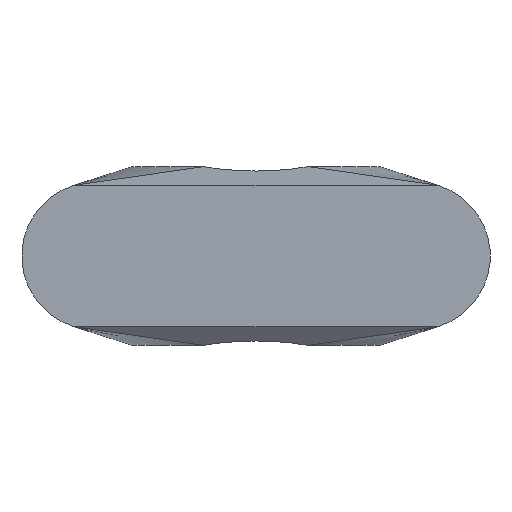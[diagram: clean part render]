
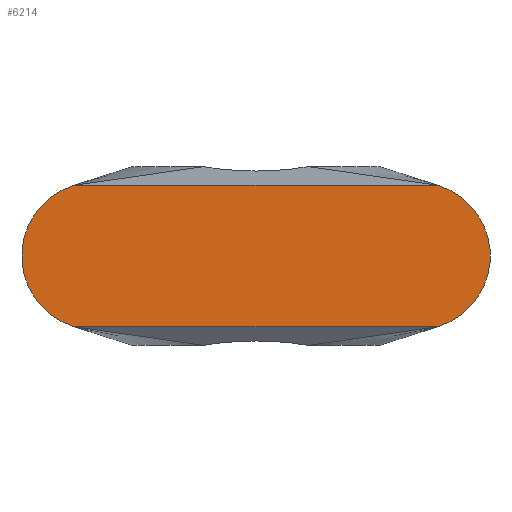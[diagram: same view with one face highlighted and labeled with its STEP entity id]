
A CAD part, front view. The second image highlights one B-rep face of the part: STEP entity #6214.
In plain terms, the highlighted planar face has unit normal (0, -1, 0).
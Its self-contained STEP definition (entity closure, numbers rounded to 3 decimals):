
#545 = VERTEX_POINT ( 'NONE', #858 ) ;
#569 = AXIS2_PLACEMENT_3D ( 'NONE', #7444, #7394, #7344 ) ;
#858 = CARTESIAN_POINT ( 'NONE',  ( 24.627, -13.995, -9.525 ) ) ;
#2310 = EDGE_CURVE ( 'NONE', #545, #3742, #10190, .T. ) ;
#2356 = AXIS2_PLACEMENT_3D ( 'NONE', #9926, #3723, #11070 ) ;
#3723 = DIRECTION ( 'NONE',  ( 0., -1., 0. ) ) ;
#3742 = VERTEX_POINT ( 'NONE', #11207 ) ;
#4721 = ORIENTED_EDGE ( 'NONE', *, *, #9680, .T. ) ;
#4836 = VECTOR ( 'NONE', #9048, 1000. ) ;
#5082 = CIRCLE ( 'NONE', #11994, 9.982 ) ;
#5770 = CARTESIAN_POINT ( 'NONE',  ( -24.627, -13.995, -9.525 ) ) ;
#5885 = ORIENTED_EDGE ( 'NONE', *, *, #2310, .T. ) ;
#5924 = CARTESIAN_POINT ( 'NONE',  ( -21.641, -13.995, 0. ) ) ;
#6214 = ADVANCED_FACE ( 'NONE', ( #13595 ), #10019, .T. ) ;
#6985 = DIRECTION ( 'NONE',  ( 0., 0., -1. ) ) ;
#7344 = DIRECTION ( 'NONE',  ( 0., 0., -1. ) ) ;
#7394 = DIRECTION ( 'NONE',  ( 0., -1., 0. ) ) ;
#7444 = CARTESIAN_POINT ( 'NONE',  ( 21.641, -13.995, 0. ) ) ;
#8032 = EDGE_CURVE ( 'NONE', #11145, #8538, #5082, .T. ) ;
#8329 = LINE ( 'NONE', #8875, #9308 ) ;
#8351 = CARTESIAN_POINT ( 'NONE',  ( -24.627, -13.995, 9.525 ) ) ;
#8538 = VERTEX_POINT ( 'NONE', #5770 ) ;
#8875 = CARTESIAN_POINT ( 'NONE',  ( 24.627, -13.995, 9.525 ) ) ;
#9048 = DIRECTION ( 'NONE',  ( 1., 0., 0. ) ) ;
#9308 = VECTOR ( 'NONE', #13033, 1000. ) ;
#9680 = EDGE_CURVE ( 'NONE', #3742, #11145, #8329, .T. ) ;
#9926 = CARTESIAN_POINT ( 'NONE',  ( -21.641, -13.995, 0. ) ) ;
#10019 = PLANE ( 'NONE',  #2356 ) ;
#10190 = CIRCLE ( 'NONE', #569, 9.982 ) ;
#11070 = DIRECTION ( 'NONE',  ( 0., 0., -1. ) ) ;
#11145 = VERTEX_POINT ( 'NONE', #8351 ) ;
#11207 = CARTESIAN_POINT ( 'NONE',  ( 24.627, -13.995, 9.525 ) ) ;
#11463 = ORIENTED_EDGE ( 'NONE', *, *, #12206, .T. ) ;
#11594 = ORIENTED_EDGE ( 'NONE', *, *, #8032, .T. ) ;
#11994 = AXIS2_PLACEMENT_3D ( 'NONE', #5924, #13231, #6985 ) ;
#12174 = CARTESIAN_POINT ( 'NONE',  ( -24.627, -13.995, -9.525 ) ) ;
#12206 = EDGE_CURVE ( 'NONE', #8538, #545, #13192, .T. ) ;
#12482 = EDGE_LOOP ( 'NONE', ( #11594, #11463, #5885, #4721 ) ) ;
#13033 = DIRECTION ( 'NONE',  ( -1., 0., 0. ) ) ;
#13192 = LINE ( 'NONE', #12174, #4836 ) ;
#13231 = DIRECTION ( 'NONE',  ( 0., -1., 0. ) ) ;
#13595 = FACE_OUTER_BOUND ( 'NONE', #12482, .T. ) ;
